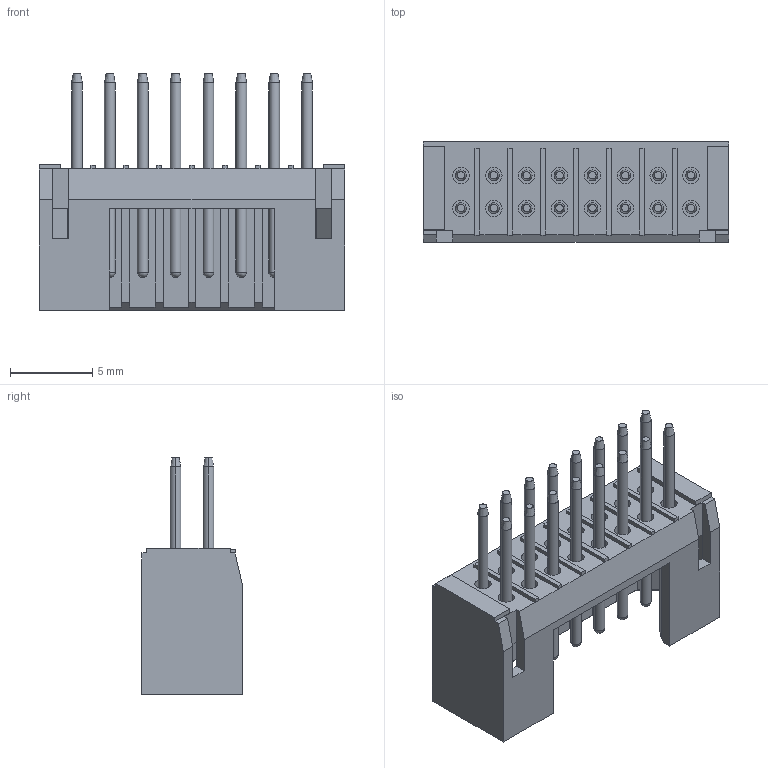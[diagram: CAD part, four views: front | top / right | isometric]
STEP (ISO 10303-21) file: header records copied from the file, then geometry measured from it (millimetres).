
FILE_DESCRIPTION (( 'STEP AP214' ), '1' );
FILE_NAME ('F3JL24-S16SD000-01-REF .STEP', '2026-04-21T06:16:26', ( '' ), ( '' ), 'SwSTEP 2.0', 'SolidWorks 2021', '' );
FILE_SCHEMA (( 'AUTOMOTIVE_DESIGN' ));
Length unit declared in the file: millimetre
Products named in the file (1): F3JL24-S16SD000-01-REF 
Bounding box: 18.6 x 6.1 x 14.4 mm (x, y, z)
Volume: 484.2 mm3; surface area: 1221.7 mm2
Topology: 1 solids, 1 shells, 308 faces, 778 edges, 484 vertices
Faces by surface type: plane 148, cylinder 96, sphere 32, cone 32
Entity records: 8760 total; most frequent: DIRECTION 1588, CARTESIAN_POINT 1475, ORIENTED_EDGE 1428, EDGE_CURVE 714, AXIS2_PLACEMENT_3D 565, LINE 458, VECTOR 458, VERTEX_POINT 452
